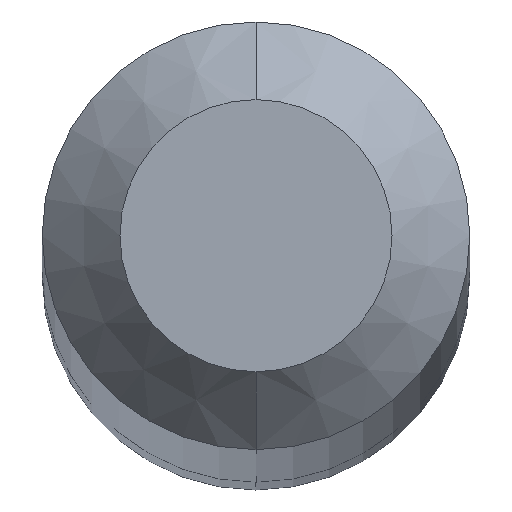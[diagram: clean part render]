
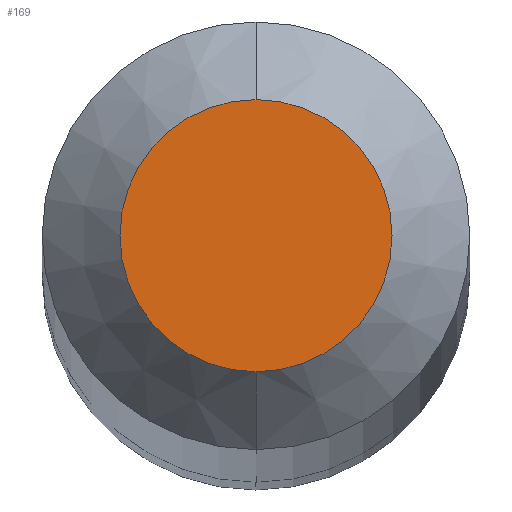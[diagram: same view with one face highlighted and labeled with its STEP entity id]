
A CAD part, top view. The second image highlights one B-rep face of the part: STEP entity #169.
In plain terms, the highlighted planar face has unit normal (0, 0, 1).
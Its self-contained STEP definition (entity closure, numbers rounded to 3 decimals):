
#9 = AXIS2_PLACEMENT_3D ( 'NONE', #184, #186, #62 ) ;
#20 = EDGE_CURVE ( 'NONE', #199, #311, #105, .T. ) ;
#50 = DIRECTION ( 'NONE',  ( 0., 0., -1. ) ) ;
#54 = FACE_OUTER_BOUND ( 'NONE', #161, .T. ) ;
#58 = DIRECTION ( 'NONE',  ( 0., 0., -1. ) ) ;
#62 = DIRECTION ( 'NONE',  ( 0., 1., 0. ) ) ;
#84 = DIRECTION ( 'NONE',  ( 0., 1., 0. ) ) ;
#105 = CIRCLE ( 'NONE', #174, 0.175 ) ;
#117 = CARTESIAN_POINT ( 'NONE',  ( 0., 0., 30. ) ) ;
#161 = EDGE_LOOP ( 'NONE', ( #170, #322 ) ) ;
#169 = ADVANCED_FACE ( 'NONE', ( #54 ), #287, .F. ) ;
#170 = ORIENTED_EDGE ( 'NONE', *, *, #20, .F. ) ;
#174 = AXIS2_PLACEMENT_3D ( 'NONE', #117, #50, #220 ) ;
#183 = CIRCLE ( 'NONE', #9, 0.175 ) ;
#184 = CARTESIAN_POINT ( 'NONE',  ( 0., 0., 30. ) ) ;
#186 = DIRECTION ( 'NONE',  ( 0., 0., -1. ) ) ;
#199 = VERTEX_POINT ( 'NONE', #230 ) ;
#208 = CARTESIAN_POINT ( 'NONE',  ( 0., -0.175, 30. ) ) ;
#220 = DIRECTION ( 'NONE',  ( 0., 1., 0. ) ) ;
#221 = AXIS2_PLACEMENT_3D ( 'NONE', #228, #58, #84 ) ;
#228 = CARTESIAN_POINT ( 'NONE',  ( 0., 0., 30. ) ) ;
#230 = CARTESIAN_POINT ( 'NONE',  ( 0., 0.175, 30. ) ) ;
#287 = PLANE ( 'NONE',  #221 ) ;
#311 = VERTEX_POINT ( 'NONE', #208 ) ;
#322 = ORIENTED_EDGE ( 'NONE', *, *, #328, .F. ) ;
#328 = EDGE_CURVE ( 'NONE', #311, #199, #183, .T. ) ;
